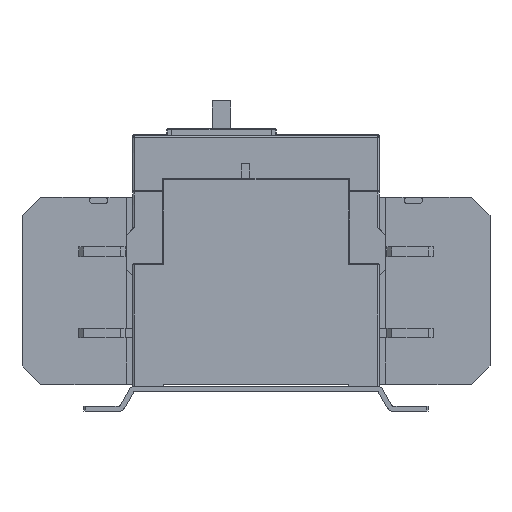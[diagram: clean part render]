
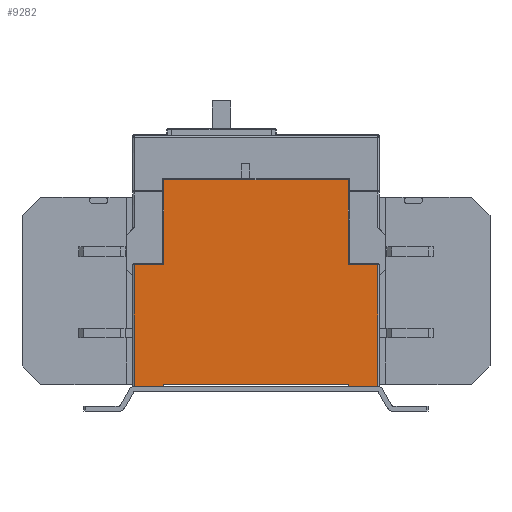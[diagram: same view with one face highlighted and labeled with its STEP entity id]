
A CAD part, left-side view. The second image highlights one B-rep face of the part: STEP entity #9282.
In plain terms, the highlighted planar face has unit normal (-1, 0, 0).
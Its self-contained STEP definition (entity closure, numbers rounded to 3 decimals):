
#583=DIRECTION('',(0.,0.,-1.));
#584=VECTOR('',#583,99.);
#585=CARTESIAN_POINT('',(894.,-127.,-68.006));
#586=LINE('',#585,#584);
#590=DIRECTION('',(0.,1.,0.));
#591=VECTOR('',#590,23.5);
#592=CARTESIAN_POINT('',(894.,-127.,-167.006));
#593=LINE('',#592,#591);
#597=DIRECTION('',(0.,1.,0.));
#598=VECTOR('',#597,151.);
#599=CARTESIAN_POINT('',(894.,-103.5,-165.006));
#600=LINE('',#599,#598);
#604=DIRECTION('',(0.,0.,-1.));
#605=VECTOR('',#604,2.);
#606=CARTESIAN_POINT('',(894.,47.5,-165.006));
#607=LINE('',#606,#605);
#611=DIRECTION('',(0.,1.,0.));
#612=VECTOR('',#611,23.5);
#613=CARTESIAN_POINT('',(894.,47.5,-167.006));
#614=LINE('',#613,#612);
#618=DIRECTION('',(0.,0.,-1.));
#619=VECTOR('',#618,99.);
#620=CARTESIAN_POINT('',(894.,71.,-68.006));
#621=LINE('',#620,#619);
#625=DIRECTION('',(0.,1.,0.));
#626=VECTOR('',#625,24.);
#627=CARTESIAN_POINT('',(894.,47.,-68.006));
#628=LINE('',#627,#626);
#632=DIRECTION('',(0.,0.,-1.));
#633=VECTOR('',#632,69.);
#634=CARTESIAN_POINT('',(894.,47.,0.994));
#635=LINE('',#634,#633);
#639=DIRECTION('',(0.,-1.,0.));
#640=VECTOR('',#639,150.);
#641=CARTESIAN_POINT('',(894.,47.,0.994));
#642=LINE('',#641,#640);
#646=DIRECTION('',(0.,0.,-1.));
#647=VECTOR('',#646,69.);
#648=CARTESIAN_POINT('',(894.,-103.,0.994));
#649=LINE('',#648,#647);
#653=DIRECTION('',(0.,-1.,0.));
#654=VECTOR('',#653,24.);
#655=CARTESIAN_POINT('',(894.,-103.,-68.006));
#656=LINE('',#655,#654);
#3505=DIRECTION('',(0.,0.,-1.));
#3506=VECTOR('',#3505,2.);
#3507=CARTESIAN_POINT('',(894.,-103.5,
-165.006));
#3508=LINE('',#3507,#3506);
#7684=CARTESIAN_POINT('',(894.,47.5,-165.006));
#7685=VERTEX_POINT('',#7684);
#7686=CARTESIAN_POINT('',(894.,-103.5,
-165.006));
#7687=VERTEX_POINT('',#7686);
#7934=CARTESIAN_POINT('',(894.,47.5,-167.006));
#7936=VERTEX_POINT('',#7934);
#7952=CARTESIAN_POINT('',(894.,-103.5,
-167.006));
#7953=VERTEX_POINT('',#7952);
#8538=CARTESIAN_POINT('',(894.,-127.,
-167.006));
#8540=VERTEX_POINT('',#8538);
#8541=CARTESIAN_POINT('',(894.,-127.,
-68.006));
#8542=VERTEX_POINT('',#8541);
#8545=CARTESIAN_POINT('',(894.,-103.,
-68.006));
#8546=VERTEX_POINT('',#8545);
#8547=CARTESIAN_POINT('',(894.,-103.,
0.994));
#8548=VERTEX_POINT('',#8547);
#8549=CARTESIAN_POINT('',(894.,47.,0.994));
#8550=VERTEX_POINT('',#8549);
#8553=CARTESIAN_POINT('',(894.,47.,-68.006));
#8554=VERTEX_POINT('',#8553);
#8555=CARTESIAN_POINT('',(894.,71.,-68.006));
#8556=VERTEX_POINT('',#8555);
#8557=CARTESIAN_POINT('',(894.,71.,-167.006));
#8559=VERTEX_POINT('',#8557);
#9254=CARTESIAN_POINT('',(894.,-28.,
-53.006));
#9255=DIRECTION('',(-1.,0.,0.));
#9256=DIRECTION('',(0.,0.,-1.));
#9257=AXIS2_PLACEMENT_3D('',#9254,#9255,#9256);
#9258=PLANE('',#9257);
#9260=ORIENTED_EDGE('',*,*,#9259,.T.);
#9262=ORIENTED_EDGE('',*,*,#9261,.T.);
#9264=ORIENTED_EDGE('',*,*,#9263,.F.);
#9266=ORIENTED_EDGE('',*,*,#9265,.T.);
#9268=ORIENTED_EDGE('',*,*,#9267,.T.);
#9269=ORIENTED_EDGE('',*,*,#9062,.T.);
#9270=ORIENTED_EDGE('',*,*,#9202,.F.);
#9271=ORIENTED_EDGE('',*,*,#9238,.F.);
#9273=ORIENTED_EDGE('',*,*,#9272,.F.);
#9275=ORIENTED_EDGE('',*,*,#9274,.T.);
#9277=ORIENTED_EDGE('',*,*,#9276,.T.);
#9279=ORIENTED_EDGE('',*,*,#9278,.T.);
#9280=EDGE_LOOP('',(#9260,#9262,#9264,#9266,#9268,#9269,#9270,#9271,#9273,#9275,
#9277,#9279));
#9281=FACE_OUTER_BOUND('',#9280,.F.);
#9062=EDGE_CURVE('',#7936,#8559,#614,.T.);
#9202=EDGE_CURVE('',#8556,#8559,#621,.T.);
#9238=EDGE_CURVE('',#8554,#8556,#628,.T.);
#9259=EDGE_CURVE('',#8542,#8540,#586,.T.);
#9261=EDGE_CURVE('',#8540,#7953,#593,.T.);
#9263=EDGE_CURVE('',#7687,#7953,#3508,.T.);
#9265=EDGE_CURVE('',#7687,#7685,#600,.T.);
#9267=EDGE_CURVE('',#7685,#7936,#607,.T.);
#9272=EDGE_CURVE('',#8550,#8554,#635,.T.);
#9274=EDGE_CURVE('',#8550,#8548,#642,.T.);
#9276=EDGE_CURVE('',#8548,#8546,#649,.T.);
#9278=EDGE_CURVE('',#8546,#8542,#656,.T.);
#9282=ADVANCED_FACE('',(#9281),#9258,.T.);
